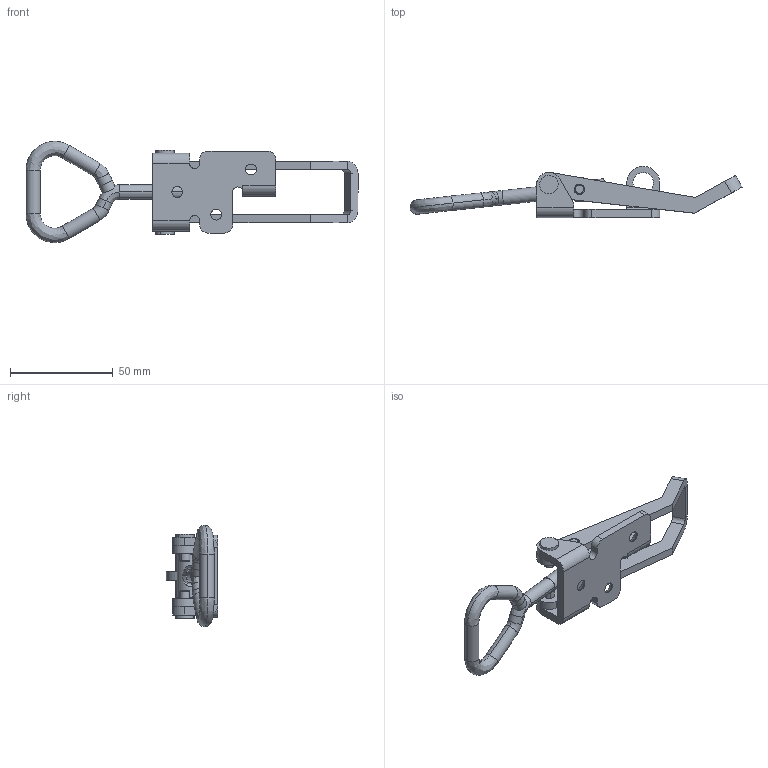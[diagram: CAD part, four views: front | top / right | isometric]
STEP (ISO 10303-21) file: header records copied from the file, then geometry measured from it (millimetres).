
FILE_DESCRIPTION (( 'STEP AP214' ), '1' );
FILE_NAME ('520919 - 703 LC Chrome.STEP', '2017-02-02T14:10:08', ( '' ), ( '' ), 'SwSTEP 2.0', 'SolidWorks 2015', '' );
FILE_SCHEMA (( 'AUTOMOTIVE_DESIGN' ));
Length unit declared in the file: millimetre
Products named in the file (6): 703 - Skruvögla; 703 - Rulle; 704 - Rivet Gradin; 703 - Bygel; 703- Platta LC; 520919 - 703 LC Chrome
Assembly tree (6 placements, depth 2):
  520919 - 703 LC Chrome
    703- Platta LC
    703 - Bygel
    704 - Rivet Gradin  x2
    703 - Rulle
    703 - Skruvögla
Bounding box: 161.88 x 25 x 49.37 mm (x, y, z)
Volume: 26725.9 mm3; surface area: 18431.1 mm2
Topology: 6 solids, 6 shells, 174 faces, 390 edges, 234 vertices
Faces by surface type: cylinder 72, plane 66, cone 18, bspline 16, torus 2
Entity records: 5220 total; most frequent: CARTESIAN_POINT 1265, DIRECTION 832, ORIENTED_EDGE 736, EDGE_CURVE 368, AXIS2_PLACEMENT_3D 325, VERTEX_POINT 220, EDGE_LOOP 190, VECTOR 182
